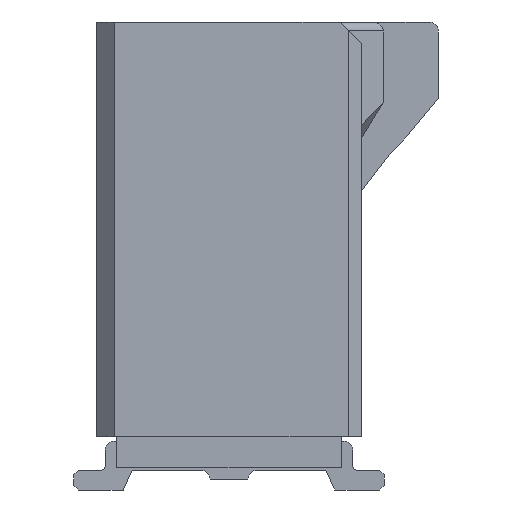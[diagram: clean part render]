
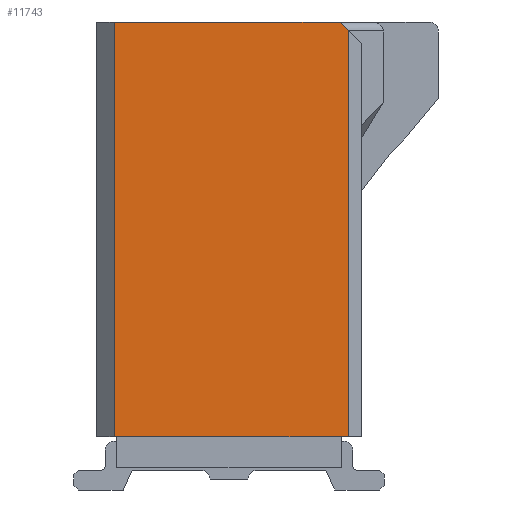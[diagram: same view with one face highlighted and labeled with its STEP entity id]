
A CAD part, left-side view. The second image highlights one B-rep face of the part: STEP entity #11743.
In plain terms, the highlighted planar face has unit normal (-1, 0, 0).
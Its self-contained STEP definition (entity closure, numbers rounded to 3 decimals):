
#2189 = VERTEX_POINT('',#2190);
#2190 = CARTESIAN_POINT('',(-9.1,-1.325,0.59));
#2196 = EDGE_CURVE('',#2197,#2189,#2199,.T.);
#2197 = VERTEX_POINT('',#2198);
#2198 = CARTESIAN_POINT('',(-9.1,1.275,0.59));
#2199 = LINE('',#2200,#2201);
#2200 = CARTESIAN_POINT('',(-9.1,1.275,0.59));
#2201 = VECTOR('',#2202,1.);
#2202 = DIRECTION('',(0.,-1.,0.));
#11701 = VERTEX_POINT('',#11702);
#11702 = CARTESIAN_POINT('',(-9.1,-1.235,5.2));
#11708 = EDGE_CURVE('',#11709,#11701,#11711,.T.);
#11709 = VERTEX_POINT('',#11710);
#11710 = CARTESIAN_POINT('',(-9.1,-1.325,5.11));
#11711 = LINE('',#11712,#11713);
#11712 = CARTESIAN_POINT('',(-9.1,-1.325,5.11));
#11713 = VECTOR('',#11714,1.);
#11714 = DIRECTION('',(0.,0.707,0.707));
#11730 = EDGE_CURVE('',#2189,#11709,#11731,.T.);
#11731 = LINE('',#11732,#11733);
#11732 = CARTESIAN_POINT('',(-9.1,-1.325,0.59));
#11733 = VECTOR('',#11734,1.);
#11734 = DIRECTION('',(0.,0.,1.));
#11743 = ADVANCED_FACE('',(#11744),#11763,.T.);
#11744 = FACE_BOUND('',#11745,.T.);
#11745 = EDGE_LOOP('',(#11746,#11754,#11755,#11756,#11757));
#11746 = ORIENTED_EDGE('',*,*,#11747,.T.);
#11747 = EDGE_CURVE('',#11748,#2197,#11750,.T.);
#11748 = VERTEX_POINT('',#11749);
#11749 = CARTESIAN_POINT('',(-9.1,1.275,5.2));
#11750 = LINE('',#11751,#11752);
#11751 = CARTESIAN_POINT('',(-9.1,1.275,5.2));
#11752 = VECTOR('',#11753,1.);
#11753 = DIRECTION('',(0.,0.,-1.));
#11754 = ORIENTED_EDGE('',*,*,#2196,.T.);
#11755 = ORIENTED_EDGE('',*,*,#11730,.T.);
#11756 = ORIENTED_EDGE('',*,*,#11708,.T.);
#11757 = ORIENTED_EDGE('',*,*,#11758,.T.);
#11758 = EDGE_CURVE('',#11701,#11748,#11759,.T.);
#11759 = LINE('',#11760,#11761);
#11760 = CARTESIAN_POINT('',(-9.1,-1.235,5.2));
#11761 = VECTOR('',#11762,1.);
#11762 = DIRECTION('',(0.,1.,0.));
#11763 = PLANE('',#11764);
#11764 = AXIS2_PLACEMENT_3D('',#11765,#11766,#11767);
#11765 = CARTESIAN_POINT('',(-9.1,-0.255,0.55));
#11766 = DIRECTION('',(-1.,0.,0.));
#11767 = DIRECTION('',(0.,-1.,0.));
